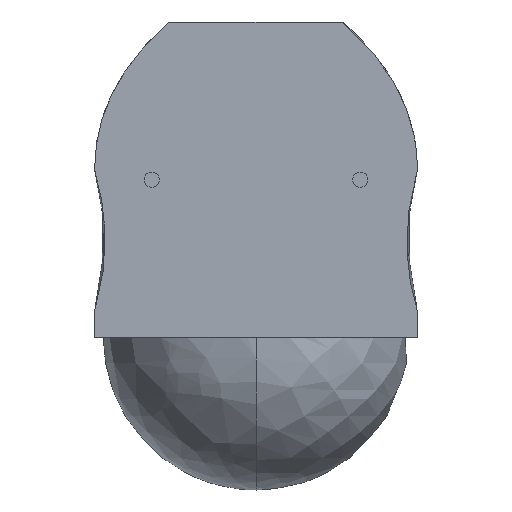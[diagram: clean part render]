
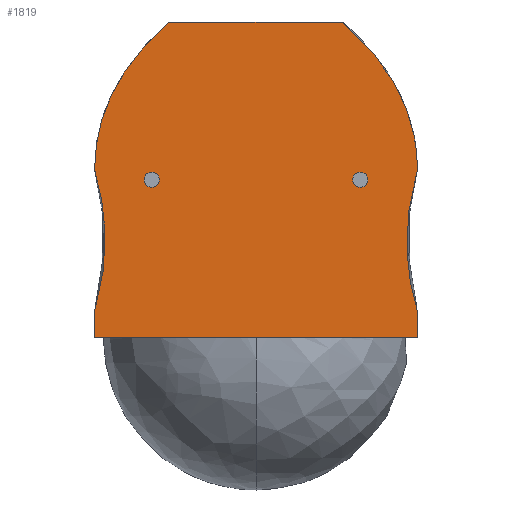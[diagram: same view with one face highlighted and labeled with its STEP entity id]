
A CAD part, front view. The second image highlights one B-rep face of the part: STEP entity #1819.
In plain terms, the highlighted planar face has unit normal (0, -1, 0).
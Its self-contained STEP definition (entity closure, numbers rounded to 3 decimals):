
#24 = LINE ( 'NONE', #39, #2341 ) ;
#39 = CARTESIAN_POINT ( 'NONE',  ( 31.75, 0., 0. ) ) ;
#89 = VECTOR ( 'NONE', #2322, 1000. ) ;
#98 = CARTESIAN_POINT ( 'NONE',  ( 28.961, 0., -16.754 ) ) ;
#106 = CARTESIAN_POINT ( 'NONE',  ( 31.75, 0., 2. ) ) ;
#129 = VERTEX_POINT ( 'NONE', #901 ) ;
#132 = EDGE_CURVE ( 'NONE', #1030, #1416, #2017, .T. ) ;
#167 = LINE ( 'NONE', #1972, #780 ) ;
#174 = CARTESIAN_POINT ( 'NONE',  ( -17., 0., 31.034 ) ) ;
#178 = VERTEX_POINT ( 'NONE', #1878 ) ;
#181 = VERTEX_POINT ( 'NONE', #1700 ) ;
#185 = EDGE_CURVE ( 'NONE', #1833, #704, #1486, .T. ) ;
#212 = DIRECTION ( 'NONE',  ( 0., 0., -1. ) ) ;
#234 = CARTESIAN_POINT ( 'NONE',  ( 17., 0., 31.034 ) ) ;
#242 = EDGE_CURVE ( 'NONE', #129, #834, #1848, .T. ) ;
#252 = FACE_OUTER_BOUND ( 'NONE', #1754, .T. ) ;
#276 = ORIENTED_EDGE ( 'NONE', *, *, #1135, .F. ) ;
#288 = CIRCLE ( 'NONE', #1708, 1.5 ) ;
#302 = ORIENTED_EDGE ( 'NONE', *, *, #772, .F. ) ;
#321 = LINE ( 'NONE', #2212, #1332 ) ;
#336 = EDGE_LOOP ( 'NONE', ( #1853, #2053 ) ) ;
#352 = CARTESIAN_POINT ( 'NONE',  ( -31.75, 0., 2. ) ) ;
#368 = DIRECTION ( 'NONE',  ( 0., 0., -1. ) ) ;
#391 = CARTESIAN_POINT ( 'NONE',  ( -17., 0., 31.034 ) ) ;
#401 = CARTESIAN_POINT ( 'NONE',  ( -26.826, 0., 22.531 ) ) ;
#416 = DIRECTION ( 'NONE',  ( 0., -1., 0. ) ) ;
#445 = CARTESIAN_POINT ( 'NONE',  ( -20.5, 0., -1.5 ) ) ;
#457 = AXIS2_PLACEMENT_3D ( 'NONE', #845, #2162, #688 ) ;
#479 = VERTEX_POINT ( 'NONE', #234 ) ;
#559 = DIRECTION ( 'NONE',  ( 0., -1., 0. ) ) ;
#560 = DIRECTION ( 'NONE',  ( 0., 0., -1. ) ) ;
#576 = LINE ( 'NONE', #1226, #89 ) ;
#579 = CARTESIAN_POINT ( 'NONE',  ( 20.5, 0., 0. ) ) ;
#587 = DIRECTION ( 'NONE',  ( 0., -1., 0. ) ) ;
#657 = EDGE_CURVE ( 'NONE', #1033, #479, #167, .T. ) ;
#668 = B_SPLINE_CURVE_WITH_KNOTS ( 'NONE', 3,
 ( #106, #1954, #98, #1250 ),
 .UNSPECIFIED., .F., .F.,
 ( 4, 4 ),
 ( 0., 1. ),
 .UNSPECIFIED. ) ;
#688 = DIRECTION ( 'NONE',  ( 0., 0., 1. ) ) ;
#704 = VERTEX_POINT ( 'NONE', #445 ) ;
#758 = CARTESIAN_POINT ( 'NONE',  ( 31.75, 0., -31. ) ) ;
#772 = EDGE_CURVE ( 'NONE', #178, #181, #668, .T. ) ;
#780 = VECTOR ( 'NONE', #1388, 1000. ) ;
#834 = VERTEX_POINT ( 'NONE', #1047 ) ;
#845 = CARTESIAN_POINT ( 'NONE',  ( 0., 0., 0. ) ) ;
#901 = CARTESIAN_POINT ( 'NONE',  ( 20.5, 0., -1.5 ) ) ;
#907 = CARTESIAN_POINT ( 'NONE',  ( -31.75, 0., -26. ) ) ;
#906 = AXIS2_PLACEMENT_3D ( 'NONE', #1302, #2205, #560 ) ;
#927 = DIRECTION ( 'NONE',  ( -1., 0., 0. ) ) ;
#944 = EDGE_CURVE ( 'NONE', #834, #129, #955, .T. ) ;
#955 = CIRCLE ( 'NONE', #968, 1.5 ) ;
#968 = AXIS2_PLACEMENT_3D ( 'NONE', #579, #587, #212 ) ;
#1021 = CARTESIAN_POINT ( 'NONE',  ( -31.75, 0., 2. ) ) ;
#1030 = VERTEX_POINT ( 'NONE', #1675 ) ;
#1033 = VERTEX_POINT ( 'NONE', #174 ) ;
#1047 = CARTESIAN_POINT ( 'NONE',  ( 20.5, 0., 1.5 ) ) ;
#1051 = EDGE_CURVE ( 'NONE', #704, #1833, #288, .T. ) ;
#1086 = ORIENTED_EDGE ( 'NONE', *, *, #657, .F. ) ;
#1089 = EDGE_CURVE ( 'NONE', #2147, #1381, #321, .T. ) ;
#1135 = EDGE_CURVE ( 'NONE', #181, #2147, #24, .T. ) ;
#1202 = ORIENTED_EDGE ( 'NONE', *, *, #242, .F. ) ;
#1204 = B_SPLINE_CURVE_WITH_KNOTS ( 'NONE', 3,
 ( #1298, #1822, #401, #391 ),
 .UNSPECIFIED., .F., .F.,
 ( 4, 4 ),
 ( 0., 1. ),
 .UNSPECIFIED. ) ;
#1226 = CARTESIAN_POINT ( 'NONE',  ( -31.75, 0., 0. ) ) ;
#1237 = EDGE_CURVE ( 'NONE', #479, #178, #1948, .T. ) ;
#1250 = CARTESIAN_POINT ( 'NONE',  ( 31.75, 0., -26. ) ) ;
#1264 = ORIENTED_EDGE ( 'NONE', *, *, #1237, .F. ) ;
#1268 = ORIENTED_EDGE ( 'NONE', *, *, #1089, .F. ) ;
#1282 = CARTESIAN_POINT ( 'NONE',  ( -28.961, 0., -16.754 ) ) ;
#1298 = CARTESIAN_POINT ( 'NONE',  ( -31.75, 0., 2. ) ) ;
#1302 = CARTESIAN_POINT ( 'NONE',  ( 20.5, 0., 0. ) ) ;
#1332 = VECTOR ( 'NONE', #927, 1000. ) ;
#1342 = DIRECTION ( 'NONE',  ( 0., 0., -1. ) ) ;
#1381 = VERTEX_POINT ( 'NONE', #1905 ) ;
#1388 = DIRECTION ( 'NONE',  ( 1., 0., 0. ) ) ;
#1393 = PLANE ( 'NONE',  #457 ) ;
#1416 = VERTEX_POINT ( 'NONE', #1021 ) ;
#1467 = CARTESIAN_POINT ( 'NONE',  ( -28.961, 0., -7.421 ) ) ;
#1486 = CIRCLE ( 'NONE', #1592, 1.5 ) ;
#1520 = CARTESIAN_POINT ( 'NONE',  ( 31.75, 0., 2. ) ) ;
#1535 = EDGE_CURVE ( 'NONE', #1381, #1030, #576, .T. ) ;
#1592 = AXIS2_PLACEMENT_3D ( 'NONE', #2252, #416, #1342 ) ;
#1675 = CARTESIAN_POINT ( 'NONE',  ( -31.75, 0., -26. ) ) ;
#1700 = CARTESIAN_POINT ( 'NONE',  ( 31.75, 0., -26. ) ) ;
#1708 = AXIS2_PLACEMENT_3D ( 'NONE', #2379, #559, #368 ) ;
#1748 = ORIENTED_EDGE ( 'NONE', *, *, #132, .F. ) ;
#1754 = EDGE_LOOP ( 'NONE', ( #1264, #1086, #2374, #1748, #2123, #1268, #276, #302 ) ) ;
#1819 = ADVANCED_FACE ( 'NONE', ( #252, #2308, #1926 ), #1393, .F. ) ;
#1822 = CARTESIAN_POINT ( 'NONE',  ( -31.742, 0., 12.853 ) ) ;
#1833 = VERTEX_POINT ( 'NONE', #2122 ) ;
#1848 = CIRCLE ( 'NONE', #906, 1.5 ) ;
#1853 = ORIENTED_EDGE ( 'NONE', *, *, #1051, .F. ) ;
#1867 = CARTESIAN_POINT ( 'NONE',  ( 26.826, 0., 22.531 ) ) ;
#1878 = CARTESIAN_POINT ( 'NONE',  ( 31.75, 0., 2. ) ) ;
#1883 = CARTESIAN_POINT ( 'NONE',  ( 17., 0., 31.034 ) ) ;
#1905 = CARTESIAN_POINT ( 'NONE',  ( -31.75, 0., -31. ) ) ;
#1926 = FACE_BOUND ( 'NONE', #2009, .T. ) ;
#1948 = B_SPLINE_CURVE_WITH_KNOTS ( 'NONE', 3,
 ( #1883, #1867, #2076, #1520 ),
 .UNSPECIFIED., .F., .F.,
 ( 4, 4 ),
 ( 0., 1. ),
 .UNSPECIFIED. ) ;
#1954 = CARTESIAN_POINT ( 'NONE',  ( 28.961, 0., -7.421 ) ) ;
#1972 = CARTESIAN_POINT ( 'NONE',  ( 0., 0., 31.034 ) ) ;
#2009 = EDGE_LOOP ( 'NONE', ( #1202, #2201 ) ) ;
#2017 = B_SPLINE_CURVE_WITH_KNOTS ( 'NONE', 3,
 ( #907, #1282, #1467, #352 ),
 .UNSPECIFIED., .F., .F.,
 ( 4, 4 ),
 ( 0., 1. ),
 .UNSPECIFIED. ) ;
#2053 = ORIENTED_EDGE ( 'NONE', *, *, #185, .F. ) ;
#2061 = DIRECTION ( 'NONE',  ( 0., 0., -1. ) ) ;
#2076 = CARTESIAN_POINT ( 'NONE',  ( 31.742, 0., 12.853 ) ) ;
#2122 = CARTESIAN_POINT ( 'NONE',  ( -20.5, 0., 1.5 ) ) ;
#2123 = ORIENTED_EDGE ( 'NONE', *, *, #1535, .F. ) ;
#2147 = VERTEX_POINT ( 'NONE', #758 ) ;
#2162 = DIRECTION ( 'NONE',  ( 0., 1., 0. ) ) ;
#2201 = ORIENTED_EDGE ( 'NONE', *, *, #944, .F. ) ;
#2205 = DIRECTION ( 'NONE',  ( 0., -1., 0. ) ) ;
#2212 = CARTESIAN_POINT ( 'NONE',  ( 0., 0., -31. ) ) ;
#2252 = CARTESIAN_POINT ( 'NONE',  ( -20.5, 0., 0. ) ) ;
#2253 = EDGE_CURVE ( 'NONE', #1416, #1033, #1204, .T. ) ;
#2308 = FACE_BOUND ( 'NONE', #336, .T. ) ;
#2322 = DIRECTION ( 'NONE',  ( 0., 0., 1. ) ) ;
#2341 = VECTOR ( 'NONE', #2061, 1000. ) ;
#2374 = ORIENTED_EDGE ( 'NONE', *, *, #2253, .F. ) ;
#2379 = CARTESIAN_POINT ( 'NONE',  ( -20.5, 0., 0. ) ) ;
